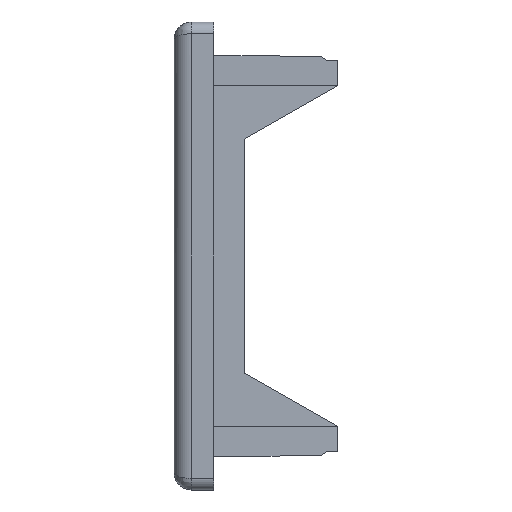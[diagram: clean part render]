
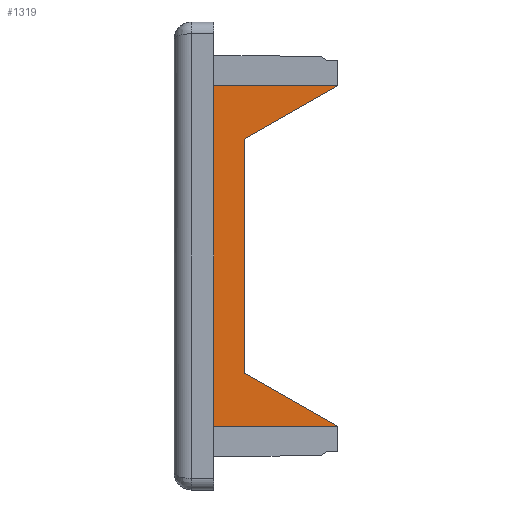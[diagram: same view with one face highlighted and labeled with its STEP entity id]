
A CAD part, left-side view. The second image highlights one B-rep face of the part: STEP entity #1319.
In plain terms, the highlighted planar face has unit normal (-1, -0.018, 0).
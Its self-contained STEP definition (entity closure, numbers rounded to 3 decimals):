
#9 = CARTESIAN_POINT ( 'NONE',  ( -0.9, 0.8, -14.551 ) ) ;
#56 = DIRECTION ( 'NONE',  ( -0.017, 1., 0. ) ) ;
#81 = DIRECTION ( 'NONE',  ( 0., 0., 1. ) ) ;
#386 = EDGE_CURVE ( 'NONE', #737, #3233, #7212, .T. ) ;
#737 = VERTEX_POINT ( 'NONE', #5536 ) ;
#821 = LINE ( 'NONE', #943, #6242 ) ;
#843 = LINE ( 'NONE', #2004, #3511 ) ;
#943 = CARTESIAN_POINT ( 'NONE',  ( -0.701, -10.6, -14.551 ) ) ;
#1081 = CARTESIAN_POINT ( 'NONE',  ( -0.9, 0.8, 14.551 ) ) ;
#1319 = ADVANCED_FACE ( 'NONE', ( #3621 ), #7167, .T. ) ;
#1450 = CARTESIAN_POINT ( 'NONE',  ( -0.701, -10.6, -14.551 ) ) ;
#1567 = DIRECTION ( 'NONE',  ( -0.015, 0.869, 0.494 ) ) ;
#1703 = VECTOR ( 'NONE', #4743, 1000. ) ;
#2004 = CARTESIAN_POINT ( 'NONE',  ( -0.841, -2.6, 14.551 ) ) ;
#2112 = VERTEX_POINT ( 'NONE', #2631 ) ;
#2127 = DIRECTION ( 'NONE',  ( -1., -0.017, 0. ) ) ;
#2294 = ORIENTED_EDGE ( 'NONE', *, *, #6200, .F. ) ;
#2360 = CARTESIAN_POINT ( 'NONE',  ( -0.9, 0.8, 0. ) ) ;
#2572 = VECTOR ( 'NONE', #81, 1000. ) ;
#2598 = DIRECTION ( 'NONE',  ( 0., 0., 1. ) ) ;
#2631 = CARTESIAN_POINT ( 'NONE',  ( -0.9, 0.8, 14.551 ) ) ;
#2926 = LINE ( 'NONE', #1081, #5774 ) ;
#2936 = EDGE_CURVE ( 'NONE', #4637, #2980, #843, .T. ) ;
#2980 = VERTEX_POINT ( 'NONE', #7116 ) ;
#3047 = CARTESIAN_POINT ( 'NONE',  ( -0.841, -2.6, 10. ) ) ;
#3059 = ORIENTED_EDGE ( 'NONE', *, *, #4285, .T. ) ;
#3230 = CARTESIAN_POINT ( 'NONE',  ( -0.9, 0.8, 14.551 ) ) ;
#3233 = VERTEX_POINT ( 'NONE', #1450 ) ;
#3392 = LINE ( 'NONE', #2360, #2572 ) ;
#3402 = ORIENTED_EDGE ( 'NONE', *, *, #5105, .T. ) ;
#3511 = VECTOR ( 'NONE', #2598, 1000. ) ;
#3621 = FACE_OUTER_BOUND ( 'NONE', #6104, .T. ) ;
#3873 = ORIENTED_EDGE ( 'NONE', *, *, #2936, .T. ) ;
#4160 = LINE ( 'NONE', #3047, #1703 ) ;
#4285 = EDGE_CURVE ( 'NONE', #3233, #4637, #821, .T. ) ;
#4363 = VECTOR ( 'NONE', #7366, 1000. ) ;
#4400 = VERTEX_POINT ( 'NONE', #6063 ) ;
#4569 = CARTESIAN_POINT ( 'NONE',  ( -0.841, -2.6, -10. ) ) ;
#4637 = VERTEX_POINT ( 'NONE', #4569 ) ;
#4743 = DIRECTION ( 'NONE',  ( 0.015, -0.869, 0.494 ) ) ;
#5105 = EDGE_CURVE ( 'NONE', #4400, #2112, #2926, .T. ) ;
#5536 = CARTESIAN_POINT ( 'NONE',  ( -0.9, 0.8, -14.551 ) ) ;
#5774 = VECTOR ( 'NONE', #56, 1000. ) ;
#6052 = AXIS2_PLACEMENT_3D ( 'NONE', #3230, #2127, #6659 ) ;
#6063 = CARTESIAN_POINT ( 'NONE',  ( -0.701, -10.6, 14.551 ) ) ;
#6104 = EDGE_LOOP ( 'NONE', ( #2294, #7235, #3059, #3873, #6797, #3402 ) ) ;
#6200 = EDGE_CURVE ( 'NONE', #737, #2112, #3392, .T. ) ;
#6242 = VECTOR ( 'NONE', #1567, 1000. ) ;
#6505 = EDGE_CURVE ( 'NONE', #2980, #4400, #4160, .T. ) ;
#6659 = DIRECTION ( 'NONE',  ( 0.017, -1., 0. ) ) ;
#6797 = ORIENTED_EDGE ( 'NONE', *, *, #6505, .T. ) ;
#7116 = CARTESIAN_POINT ( 'NONE',  ( -0.841, -2.6, 10. ) ) ;
#7167 = PLANE ( 'NONE',  #6052 ) ;
#7212 = LINE ( 'NONE', #9, #4363 ) ;
#7235 = ORIENTED_EDGE ( 'NONE', *, *, #386, .T. ) ;
#7366 = DIRECTION ( 'NONE',  ( 0.017, -1., 0. ) ) ;
